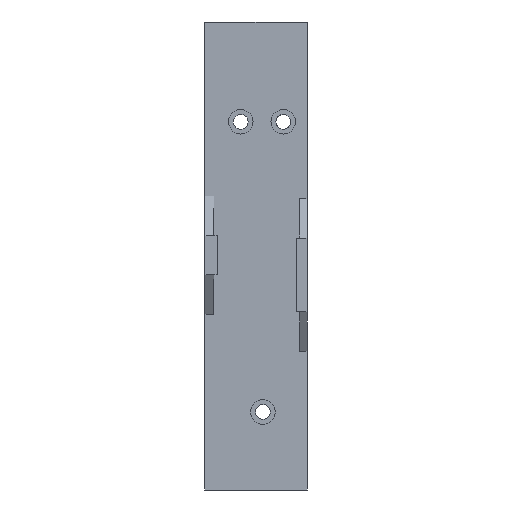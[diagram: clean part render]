
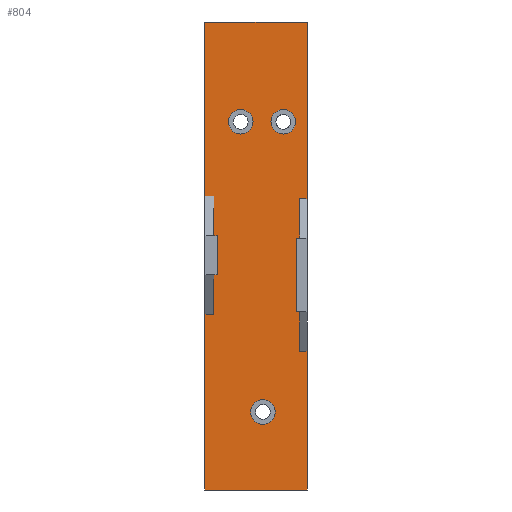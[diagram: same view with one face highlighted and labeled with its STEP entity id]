
A CAD part, left-side view. The second image highlights one B-rep face of the part: STEP entity #804.
In plain terms, the highlighted planar face has unit normal (-1, 0, 0).
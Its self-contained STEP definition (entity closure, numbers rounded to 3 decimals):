
#20=FACE_BOUND('',#130,.T.);
#21=FACE_BOUND('',#131,.T.);
#22=FACE_BOUND('',#132,.T.);
#32=CIRCLE('',#859,2.5);
#34=CIRCLE('',#863,2.5);
#36=CIRCLE('',#867,2.5);
#82=FACE_OUTER_BOUND('',#129,.T.);
#129=EDGE_LOOP('',(#691,#692,#693,#694,#695,#696,#697,#698,#699,#700,#701,
#702,#703,#704,#705,#706,#707,#708,#709,#710));
#130=EDGE_LOOP('',(#711));
#131=EDGE_LOOP('',(#712));
#132=EDGE_LOOP('',(#713));
#138=LINE('',#1096,#234);
#140=LINE('',#1102,#236);
#148=LINE('',#1119,#244);
#154=LINE('',#1131,#250);
#159=LINE('',#1141,#255);
#162=LINE('',#1146,#258);
#164=LINE('',#1148,#260);
#169=LINE('',#1160,#265);
#175=LINE('',#1172,#271);
#183=LINE('',#1189,#279);
#192=LINE('',#1207,#288);
#197=LINE('',#1217,#293);
#199=LINE('',#1219,#295);
#200=LINE('',#1221,#296);
#214=LINE('',#1281,#310);
#215=LINE('',#1283,#311);
#221=LINE('',#1294,#317);
#227=LINE('',#1305,#323);
#228=LINE('',#1307,#324);
#229=LINE('',#1308,#325);
#234=VECTOR('',#884,10.);
#236=VECTOR('',#888,10.);
#244=VECTOR('',#900,10.);
#250=VECTOR('',#908,10.);
#255=VECTOR('',#917,10.);
#258=VECTOR('',#924,10.);
#260=VECTOR('',#926,10.);
#265=VECTOR('',#939,10.);
#271=VECTOR('',#947,10.);
#279=VECTOR('',#959,10.);
#288=VECTOR('',#974,10.);
#293=VECTOR('',#987,10.);
#295=VECTOR('',#989,10.);
#296=VECTOR('',#992,10.);
#310=VECTOR('',#1056,10.);
#311=VECTOR('',#1057,10.);
#317=VECTOR('',#1067,10.);
#323=VECTOR('',#1079,10.);
#324=VECTOR('',#1080,10.);
#325=VECTOR('',#1081,10.);
#327=VERTEX_POINT('',#1089);
#330=VERTEX_POINT('',#1094);
#332=VERTEX_POINT('',#1099);
#333=VERTEX_POINT('',#1101);
#339=VERTEX_POINT('',#1116);
#340=VERTEX_POINT('',#1118);
#342=VERTEX_POINT('',#1124);
#345=VERTEX_POINT('',#1129);
#350=VERTEX_POINT('',#1157);
#351=VERTEX_POINT('',#1159);
#353=VERTEX_POINT('',#1165);
#356=VERTEX_POINT('',#1170);
#360=VERTEX_POINT('',#1182);
#363=VERTEX_POINT('',#1187);
#369=VERTEX_POINT('',#1205);
#370=VERTEX_POINT('',#1216);
#384=VERTEX_POINT('',#1257);
#386=VERTEX_POINT('',#1264);
#388=VERTEX_POINT('',#1271);
#391=VERTEX_POINT('',#1279);
#392=VERTEX_POINT('',#1282);
#395=VERTEX_POINT('',#1293);
#398=VERTEX_POINT('',#1306);
#402=EDGE_CURVE('',#327,#330,#138,.T.);
#404=EDGE_CURVE('',#333,#332,#140,.T.);
#412=EDGE_CURVE('',#340,#339,#148,.T.);
#418=EDGE_CURVE('',#342,#345,#154,.T.);
#423=EDGE_CURVE('',#345,#333,#159,.T.);
#426=EDGE_CURVE('',#339,#342,#162,.T.);
#428=EDGE_CURVE('',#332,#327,#164,.T.);
#433=EDGE_CURVE('',#351,#350,#169,.T.);
#439=EDGE_CURVE('',#353,#356,#175,.T.);
#447=EDGE_CURVE('',#360,#363,#183,.T.);
#456=EDGE_CURVE('',#356,#369,#192,.T.);
#461=EDGE_CURVE('',#370,#360,#197,.T.);
#463=EDGE_CURVE('',#350,#353,#199,.T.);
#464=EDGE_CURVE('',#369,#370,#200,.T.);
#483=EDGE_CURVE('',#384,#384,#32,.T.);
#486=EDGE_CURVE('',#386,#386,#34,.T.);
#489=EDGE_CURVE('',#388,#388,#36,.T.);
#492=EDGE_CURVE('',#363,#391,#214,.T.);
#493=EDGE_CURVE('',#392,#351,#215,.T.);
#499=EDGE_CURVE('',#395,#392,#221,.T.);
#505=EDGE_CURVE('',#330,#395,#227,.T.);
#506=EDGE_CURVE('',#398,#391,#228,.T.);
#507=EDGE_CURVE('',#398,#340,#229,.T.);
#691=ORIENTED_EDGE('',*,*,#402,.T.);
#692=ORIENTED_EDGE('',*,*,#505,.T.);
#693=ORIENTED_EDGE('',*,*,#499,.T.);
#694=ORIENTED_EDGE('',*,*,#493,.T.);
#695=ORIENTED_EDGE('',*,*,#433,.T.);
#696=ORIENTED_EDGE('',*,*,#463,.T.);
#697=ORIENTED_EDGE('',*,*,#439,.T.);
#698=ORIENTED_EDGE('',*,*,#456,.T.);
#699=ORIENTED_EDGE('',*,*,#464,.T.);
#700=ORIENTED_EDGE('',*,*,#461,.T.);
#701=ORIENTED_EDGE('',*,*,#447,.T.);
#702=ORIENTED_EDGE('',*,*,#492,.T.);
#703=ORIENTED_EDGE('',*,*,#506,.F.);
#704=ORIENTED_EDGE('',*,*,#507,.T.);
#705=ORIENTED_EDGE('',*,*,#412,.T.);
#706=ORIENTED_EDGE('',*,*,#426,.T.);
#707=ORIENTED_EDGE('',*,*,#418,.T.);
#708=ORIENTED_EDGE('',*,*,#423,.T.);
#709=ORIENTED_EDGE('',*,*,#404,.T.);
#710=ORIENTED_EDGE('',*,*,#428,.T.);
#711=ORIENTED_EDGE('',*,*,#483,.T.);
#712=ORIENTED_EDGE('',*,*,#486,.T.);
#713=ORIENTED_EDGE('',*,*,#489,.T.);
#762=PLANE('',#874);
#804=ADVANCED_FACE('',(#82,#20,#21,#22),#762,.T.);
#859=AXIS2_PLACEMENT_3D('',#1259,#1030,#1031);
#863=AXIS2_PLACEMENT_3D('',#1266,#1039,#1040);
#867=AXIS2_PLACEMENT_3D('',#1273,#1048,#1049);
#874=AXIS2_PLACEMENT_3D('',#1304,#1077,#1078);
#884=DIRECTION('',(0.,1.,0.));
#888=DIRECTION('',(0.,1.,0.));
#900=DIRECTION('',(0.,-1.,0.));
#908=DIRECTION('',(0.,-1.,0.));
#917=DIRECTION('',(0.,0.,-1.));
#924=DIRECTION('',(0.,0.,-1.));
#926=DIRECTION('',(0.,0.,-1.));
#939=DIRECTION('',(0.,1.,0.));
#947=DIRECTION('',(0.,1.,0.));
#959=DIRECTION('',(0.,-1.,0.));
#974=DIRECTION('',(0.,0.,1.));
#987=DIRECTION('',(0.,0.,1.));
#989=DIRECTION('',(0.,0.,1.));
#992=DIRECTION('',(0.,-1.,0.));
#1030=DIRECTION('center_axis',(1.,0.,0.));
#1031=DIRECTION('ref_axis',(0.,0.,1.));
#1039=DIRECTION('center_axis',(1.,0.,0.));
#1040=DIRECTION('ref_axis',(0.,0.,1.));
#1048=DIRECTION('center_axis',(1.,0.,0.));
#1049=DIRECTION('ref_axis',(0.,0.,1.));
#1056=DIRECTION('',(0.,0.,1.));
#1057=DIRECTION('',(0.,0.,1.));
#1067=DIRECTION('',(0.,-1.,0.));
#1077=DIRECTION('center_axis',(-1.,0.,0.));
#1078=DIRECTION('ref_axis',(0.,0.,
-1.));
#1079=DIRECTION('',(0.,0.,-1.));
#1080=DIRECTION('',(0.,-1.,0.));
#1081=DIRECTION('',(0.,0.,-1.));
#1089=CARTESIAN_POINT('',(43.55,-2.807,-15.372));
#1094=CARTESIAN_POINT('',(43.55,-1.,-15.372));
#1096=CARTESIAN_POINT('',(43.55,-1.,-15.372));
#1099=CARTESIAN_POINT('',(43.55,-2.807,-7.372));
#1101=CARTESIAN_POINT('',(43.55,-3.47,-7.372));
#1102=CARTESIAN_POINT('',(43.55,-1.618,-7.372));
#1116=CARTESIAN_POINT('',(43.55,-2.807,8.628));
#1118=CARTESIAN_POINT('',(43.55,-1.,8.628));
#1119=CARTESIAN_POINT('',(43.55,-1.,8.628));
#1124=CARTESIAN_POINT('',(43.55,-2.807,0.628));
#1129=CARTESIAN_POINT('',(43.55,-3.47,0.628));
#1131=CARTESIAN_POINT('',(43.55,-1.618,0.628));
#1141=CARTESIAN_POINT('',(43.55,-3.47,18.307));
#1146=CARTESIAN_POINT('',(43.55,-2.807,20.307));
#1148=CARTESIAN_POINT('',(43.55,-2.807,20.307));
#1157=CARTESIAN_POINT('',(43.55,-20.196,-22.872));
#1159=CARTESIAN_POINT('',(43.55,-21.715,-22.872));
#1160=CARTESIAN_POINT('',(43.55,-11.358,-22.872));
#1165=CARTESIAN_POINT('',(43.55,-20.196,-14.872));
#1170=CARTESIAN_POINT('',(43.55,-19.515,-14.872));
#1172=CARTESIAN_POINT('',(43.55,-10.808,-14.872));
#1182=CARTESIAN_POINT('',(43.55,-20.196,8.128));
#1187=CARTESIAN_POINT('',(43.55,-21.715,8.128));
#1189=CARTESIAN_POINT('',(43.55,-11.358,8.128));
#1205=CARTESIAN_POINT('',(43.55,-19.515,0.128));
#1207=CARTESIAN_POINT('',(43.55,-19.515,18.307));
#1216=CARTESIAN_POINT('',(43.55,-20.196,0.128));
#1217=CARTESIAN_POINT('',(43.55,-20.196,18.307));
#1219=CARTESIAN_POINT('',(43.55,-20.196,18.307));
#1221=CARTESIAN_POINT('',(43.55,-10.808,0.128));
#1257=CARTESIAN_POINT('',(43.55,-16.9,21.237));
#1259=CARTESIAN_POINT('Origin',(43.55,-16.9,23.737));
#1264=CARTESIAN_POINT('',(43.55,-8.25,21.237));
#1266=CARTESIAN_POINT('Origin',(43.55,-8.25,23.737));
#1271=CARTESIAN_POINT('',(43.55,-12.75,-37.681));
#1273=CARTESIAN_POINT('Origin',(43.55,-12.75,-35.181));
#1279=CARTESIAN_POINT('',(43.55,-21.715,43.987));
#1281=CARTESIAN_POINT('',(43.55,-21.715,-3.522));
#1282=CARTESIAN_POINT('',(43.55,-21.715,-51.031));
#1283=CARTESIAN_POINT('',(43.55,-21.715,-3.522));
#1293=CARTESIAN_POINT('',(43.55,-1.,-51.031));
#1294=CARTESIAN_POINT('',(43.55,-1.,-51.031));
#1304=CARTESIAN_POINT('Origin',(43.55,-1.,43.987));
#1305=CARTESIAN_POINT('',(43.55,-1.,43.987));
#1306=CARTESIAN_POINT('',(43.55,-1.,43.987));
#1307=CARTESIAN_POINT('',(43.55,-1.,43.987));
#1308=CARTESIAN_POINT('',(43.55,-1.,43.987));
